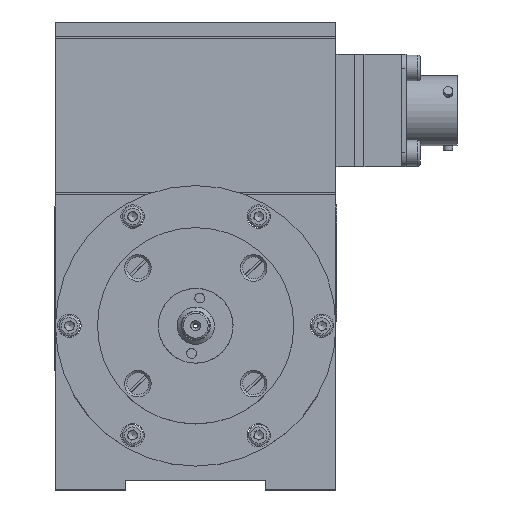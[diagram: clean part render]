
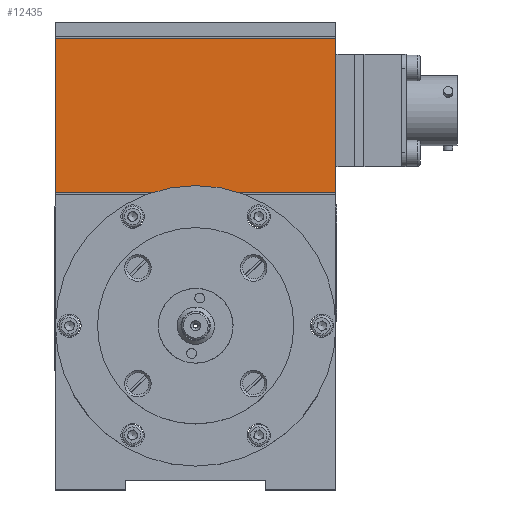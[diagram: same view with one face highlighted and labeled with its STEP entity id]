
A CAD part, top view. The second image highlights one B-rep face of the part: STEP entity #12435.
In plain terms, the highlighted planar face has unit normal (0, 0, 1).
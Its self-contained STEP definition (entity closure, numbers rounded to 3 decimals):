
#337 = CARTESIAN_POINT ( 'NONE',  ( -30., 96.5, 0. ) ) ;
#445 = CARTESIAN_POINT ( 'NONE',  ( 30., 96.5, 0. ) ) ;
#455 = CARTESIAN_POINT ( 'NONE',  ( 30., 63.5, 0. ) ) ;
#459 = CARTESIAN_POINT ( 'NONE',  ( -30., 63.5, 0. ) ) ;
#5490 = LINE ( 'NONE', #20689, #5498 ) ;
#5491 = LINE ( 'NONE', #20697, #5494 ) ;
#5493 = LINE ( 'NONE', #20699, #5496 ) ;
#5494 = VECTOR ( 'NONE', #20698, 1000. ) ;
#5496 = VECTOR ( 'NONE', #20700, 1000. ) ;
#5497 = LINE ( 'NONE', #20702, #5500 ) ;
#5498 = VECTOR ( 'NONE', #20701, 1000. ) ;
#5500 = VECTOR ( 'NONE', #20703, 1000. ) ;
#6455 = VERTEX_POINT ( 'NONE', #459 ) ;
#6459 = VERTEX_POINT ( 'NONE', #455 ) ;
#6469 = VERTEX_POINT ( 'NONE', #445 ) ;
#6577 = VERTEX_POINT ( 'NONE', #337 ) ;
#6972 = FACE_OUTER_BOUND ( 'NONE', #41565, .T. ) ;
#12435 = ADVANCED_FACE ( 'NONE', ( #6972 ), #35239, .F. ) ;
#20689 = CARTESIAN_POINT ( 'NONE',  ( -30., 96.5, 0. ) ) ;
#20697 = CARTESIAN_POINT ( 'NONE',  ( 30., 96.5, 0. ) ) ;
#20698 = DIRECTION ( 'NONE',  ( 0., -1., 0. ) ) ;
#20699 = CARTESIAN_POINT ( 'NONE',  ( -30., 63.5, 0. ) ) ;
#20700 = DIRECTION ( 'NONE',  ( 1., 0., 0. ) ) ;
#20701 = DIRECTION ( 'NONE',  ( 1., 0., 0. ) ) ;
#20702 = CARTESIAN_POINT ( 'NONE',  ( -30., 96.5, 0. ) ) ;
#20703 = DIRECTION ( 'NONE',  ( 0., -1., 0. ) ) ;
#32113 = AXIS2_PLACEMENT_3D ( 'NONE', #35241, #35237, #35236 ) ;
#35236 = DIRECTION ( 'NONE',  ( 0., 1., 0. ) ) ;
#35237 = DIRECTION ( 'NONE',  ( 0., 0., -1. ) ) ;
#35239 = PLANE ( 'NONE',  #32113 ) ;
#35241 = CARTESIAN_POINT ( 'NONE',  ( -30., 96.5, 0. ) ) ;
#41565 = EDGE_LOOP ( 'NONE', ( #48096, #48098, #48101, #48103 ) ) ;
#48096 = ORIENTED_EDGE ( 'NONE', *, *, #53053, .T. ) ;
#48098 = ORIENTED_EDGE ( 'NONE', *, *, #53052, .F. ) ;
#48101 = ORIENTED_EDGE ( 'NONE', *, *, #53054, .F. ) ;
#48103 = ORIENTED_EDGE ( 'NONE', *, *, #53055, .T. ) ;
#53052 = EDGE_CURVE ( 'NONE', #6469, #6459, #5491, .T. ) ;
#53053 = EDGE_CURVE ( 'NONE', #6455, #6459, #5493, .T. ) ;
#53054 = EDGE_CURVE ( 'NONE', #6577, #6469, #5490, .T. ) ;
#53055 = EDGE_CURVE ( 'NONE', #6577, #6455, #5497, .T. ) ;
